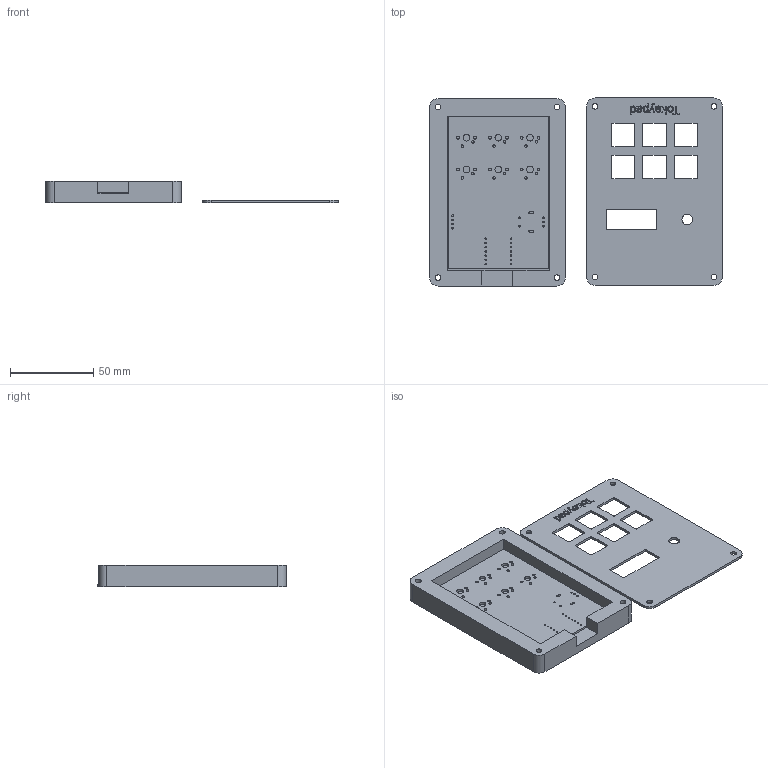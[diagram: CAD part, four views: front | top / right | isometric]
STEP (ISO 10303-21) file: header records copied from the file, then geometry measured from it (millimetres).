
FILE_DESCRIPTION(/* description */ (''),/* implementation_level */ '2;1');
FILE_NAME(/* name */ 'Full_Case.step',/* time_stamp */ '2025-12-29T13:44:48-05:00',/* author */ (''),/* organization */ (''),/* preprocessor_version */ 'ST-DEVELOPER v20.1',/* originating_system */ 'Autodesk Translation Framework v14.21.0.0',/* authorisation */ '');
FILE_SCHEMA (('AUTOMOTIVE_DESIGN { 1 0 10303 214 3 1 1 }'));
Length unit declared in the file: millimetre
Products named in the file (2): 2025-12-24-19-06-11-912; 2025-12-24-19-06-11-913
Assembly tree (1 placements, depth 2):
  2025-12-24-19-06-11-912
    2025-12-24-19-06-11-913
Bounding box: 175.35 x 112.78 x 13 mm (x, y, z)
Volume: 79297.7 mm3; surface area: 54507.5 mm2
Topology: 3 solids, 3 shells, 328 faces, 924 edges, 616 vertices
Faces by surface type: plane 116, bspline 113, cylinder 99
Full cylindrical faces by diameter (mm): 0.889 x14, 1 x9, 1.5 x12, 1.7 x12, 3.4 x8, 4 x6, 6 x1, 6.4 x1
Entity records: 12047 total; most frequent: CARTESIAN_POINT 3792, ORIENTED_EDGE 1848, DIRECTION 1332, EDGE_CURVE 924, VERTEX_POINT 616, LINE 500, VECTOR 500, EDGE_LOOP 484
